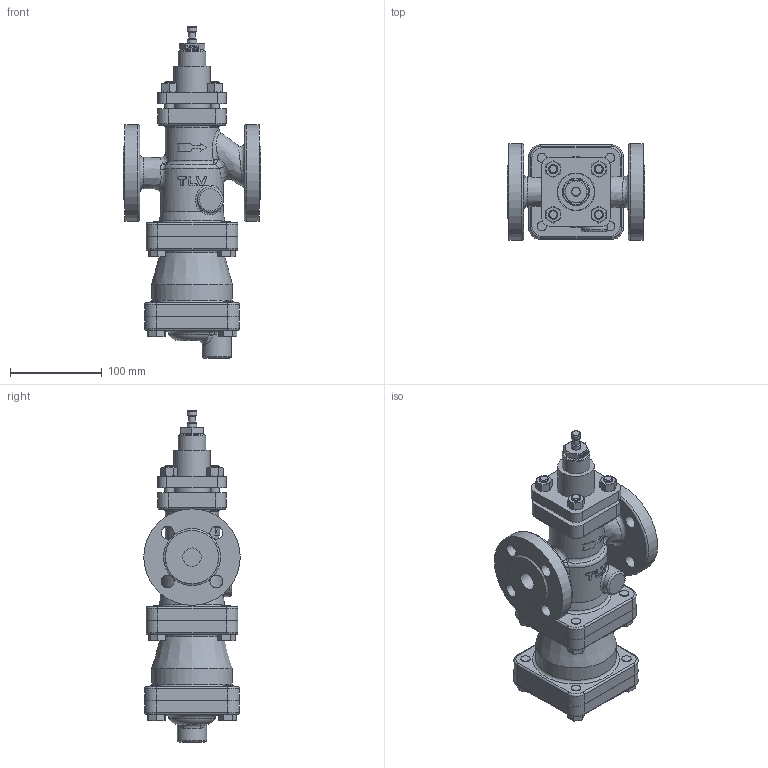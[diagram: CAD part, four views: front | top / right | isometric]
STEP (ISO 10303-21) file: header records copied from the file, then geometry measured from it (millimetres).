
FILE_DESCRIPTION(/* description */ (''),/* implementation_level */ '2;1');
FILE_NAME(/* name */ 'rcv16-020-e0025-01.stp',/* time_stamp */ '2019-06-20T10:17:36+09:00',/* author */ ('asada'),/* organization */ (''),/* preprocessor_version */ 'ST-DEVELOPER v15.6',/* originating_system */ 'Autodesk Inventor 2015',/* authorisation */ '');
FILE_SCHEMA (('AUTOMOTIVE_DESIGN { 1 0 10303 214 3 1 1 }'));
Length unit declared in the file: centimetre
Products named in the file (1): rcv16-020-e0025-01
Bounding box: 150 x 105 x 361.23 mm (x, y, z)
Volume: 1859544.4 mm3; surface area: 215838.4 mm2
Topology: 2 solids, 2 shells, 550 faces, 1343 edges, 845 vertices
Faces by surface type: plane 227, cylinder 112, bspline 107, cone 66, torus 38
Full cylindrical faces by diameter (mm): 7.5 x1, 10 x30, 11 x4, 12 x4, 14 x8, 17.475 x1, 20 x2, 23.5 x1, 28 x1, 29.97 x1, 32 x1, 40 x1, 41 x1, 58 x1, 67.876 x1, 68 x1, 69.706 x1, 88 x1, 105 x2
Entity records: 19699 total; most frequent: CARTESIAN_POINT 7875, ORIENTED_EDGE 2408, DIRECTION 2140, EDGE_CURVE 1204, AXIS2_PLACEMENT_3D 828, VERTEX_POINT 805, EDGE_LOOP 737, FACE_OUTER_BOUND 549
